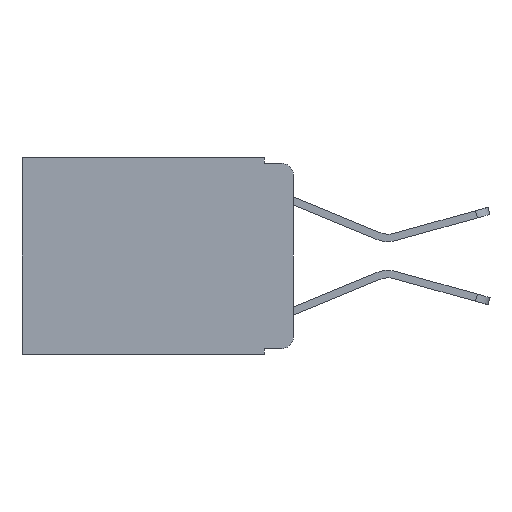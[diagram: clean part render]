
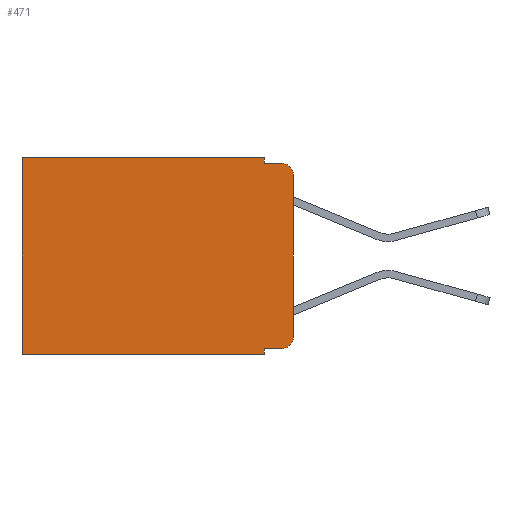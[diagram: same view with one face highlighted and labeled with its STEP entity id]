
A CAD part, left-side view. The second image highlights one B-rep face of the part: STEP entity #471.
In plain terms, the highlighted planar face has unit normal (-1, 0, 0).
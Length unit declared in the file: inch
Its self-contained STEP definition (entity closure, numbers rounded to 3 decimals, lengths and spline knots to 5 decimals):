
#352 = VECTOR ( 'NONE', #9375, 39.37008 ) ;
#417 = EDGE_CURVE ( 'NONE', #3432, #1734, #5036, .T. ) ;
#471 = ADVANCED_FACE ( 'NONE', ( #3682 ), #9782, .F. ) ;
#494 = ORIENTED_EDGE ( 'NONE', *, *, #3788, .T. ) ;
#576 = DIRECTION ( 'NONE',  ( -1., 0., 0. ) ) ;
#617 = CARTESIAN_POINT ( 'NONE',  ( 0.298, 0.02, -0.03 ) ) ;
#764 = CARTESIAN_POINT ( 'NONE',  ( 0.298, 0., -0.313 ) ) ;
#812 = AXIS2_PLACEMENT_3D ( 'NONE', #5446, #8010, #7201 ) ;
#916 = CARTESIAN_POINT ( 'NONE',  ( 0.298, 0., -0.03 ) ) ;
#947 = CARTESIAN_POINT ( 'NONE',  ( 0.298, 0., -0.343 ) ) ;
#1503 = CARTESIAN_POINT ( 'NONE',  ( 0.298, 0.051, -0.343 ) ) ;
#1674 = VECTOR ( 'NONE', #6776, 39.37008 ) ;
#1734 = VERTEX_POINT ( 'NONE', #2562 ) ;
#1821 = ORIENTED_EDGE ( 'NONE', *, *, #10203, .T. ) ;
#2354 = VERTEX_POINT ( 'NONE', #1503 ) ;
#2458 = EDGE_LOOP ( 'NONE', ( #7930, #1821, #8498, #2537, #6198, #10095, #2821, #7333, #7460, #494 ) ) ;
#2537 = ORIENTED_EDGE ( 'NONE', *, *, #8017, .F. ) ;
#2562 = CARTESIAN_POINT ( 'NONE',  ( 0.298, 0.473, 0. ) ) ;
#2821 = ORIENTED_EDGE ( 'NONE', *, *, #5538, .F. ) ;
#3256 = DIRECTION ( 'NONE',  ( 0., 0., -1. ) ) ;
#3336 = VECTOR ( 'NONE', #7775, 39.37008 ) ;
#3432 = VERTEX_POINT ( 'NONE', #7300 ) ;
#3682 = FACE_OUTER_BOUND ( 'NONE', #2458, .T. ) ;
#3788 = EDGE_CURVE ( 'NONE', #6176, #9931, #9924, .T. ) ;
#3945 = LINE ( 'NONE', #10020, #1674 ) ;
#4022 = DIRECTION ( 'NONE',  ( 0., 0., -1. ) ) ;
#4210 = CARTESIAN_POINT ( 'NONE',  ( 0.298, 0.051, -0.01 ) ) ;
#4230 = CARTESIAN_POINT ( 'NONE',  ( 0.298, 0.051, -0.333 ) ) ;
#4245 = VECTOR ( 'NONE', #7317, 39.37008 ) ;
#4598 = EDGE_CURVE ( 'NONE', #10303, #2354, #8687, .T. ) ;
#4908 = EDGE_CURVE ( 'NONE', #9385, #8242, #10701, .T. ) ;
#5036 = LINE ( 'NONE', #8863, #7962 ) ;
#5282 = LINE ( 'NONE', #7556, #8457 ) ;
#5446 = CARTESIAN_POINT ( 'NONE',  ( 0.298, 0., 0. ) ) ;
#5538 = EDGE_CURVE ( 'NONE', #2354, #10176, #10559, .T. ) ;
#6176 = VERTEX_POINT ( 'NONE', #7795 ) ;
#6198 = ORIENTED_EDGE ( 'NONE', *, *, #417, .T. ) ;
#6269 = LINE ( 'NONE', #6691, #8533 ) ;
#6456 = CARTESIAN_POINT ( 'NONE',  ( 0.298, 0., 0. ) ) ;
#6552 = DIRECTION ( 'NONE',  ( 0., 0., -1. ) ) ;
#6691 = CARTESIAN_POINT ( 'NONE',  ( 0.298, 0.473, 0. ) ) ;
#6776 = DIRECTION ( 'NONE',  ( 0., 0., -1. ) ) ;
#6856 = EDGE_CURVE ( 'NONE', #7487, #9931, #9050, .T. ) ;
#7201 = DIRECTION ( 'NONE',  ( 0., 0., -1. ) ) ;
#7300 = CARTESIAN_POINT ( 'NONE',  ( 0.298, 0.051, 0. ) ) ;
#7302 = CARTESIAN_POINT ( 'NONE',  ( 0.298, 0.473, -0.343 ) ) ;
#7317 = DIRECTION ( 'NONE',  ( 0., 0., -1. ) ) ;
#7333 = ORIENTED_EDGE ( 'NONE', *, *, #4598, .F. ) ;
#7460 = ORIENTED_EDGE ( 'NONE', *, *, #8526, .T. ) ;
#7487 = VERTEX_POINT ( 'NONE', #916 ) ;
#7512 = VECTOR ( 'NONE', #9014, 39.37008 ) ;
#7556 = CARTESIAN_POINT ( 'NONE',  ( 0.298, 0.051, -0.333 ) ) ;
#7775 = DIRECTION ( 'NONE',  ( 0., 1., 0. ) ) ;
#7795 = CARTESIAN_POINT ( 'NONE',  ( 0.298, 0.02, -0.333 ) ) ;
#7930 = ORIENTED_EDGE ( 'NONE', *, *, #6856, .F. ) ;
#7947 = AXIS2_PLACEMENT_3D ( 'NONE', #9122, #10015, #4022 ) ;
#7962 = VECTOR ( 'NONE', #7973, 39.37008 ) ;
#7973 = DIRECTION ( 'NONE',  ( 0., 1., 0. ) ) ;
#8010 = DIRECTION ( 'NONE',  ( 1., 0., 0. ) ) ;
#8017 = EDGE_CURVE ( 'NONE', #3432, #9385, #3945, .T. ) ;
#8242 = VERTEX_POINT ( 'NONE', #9741 ) ;
#8403 = CARTESIAN_POINT ( 'NONE',  ( 0.298, 0.051, -0.01 ) ) ;
#8457 = VECTOR ( 'NONE', #10148, 39.37008 ) ;
#8498 = ORIENTED_EDGE ( 'NONE', *, *, #4908, .F. ) ;
#8526 = EDGE_CURVE ( 'NONE', #10303, #6176, #5282, .T. ) ;
#8533 = VECTOR ( 'NONE', #6552, 39.37008 ) ;
#8687 = LINE ( 'NONE', #8980, #7512 ) ;
#8863 = CARTESIAN_POINT ( 'NONE',  ( 0.298, 0., 0. ) ) ;
#8980 = CARTESIAN_POINT ( 'NONE',  ( 0.298, 0.051, 0. ) ) ;
#9014 = DIRECTION ( 'NONE',  ( 0., 0., -1. ) ) ;
#9050 = LINE ( 'NONE', #6456, #4245 ) ;
#9122 = CARTESIAN_POINT ( 'NONE',  ( 0.298, 0.02, -0.313 ) ) ;
#9337 = CIRCLE ( 'NONE', #10216, 0.02 ) ;
#9375 = DIRECTION ( 'NONE',  ( 0., -1., 0. ) ) ;
#9385 = VERTEX_POINT ( 'NONE', #4210 ) ;
#9741 = CARTESIAN_POINT ( 'NONE',  ( 0.298, 0.02, -0.01 ) ) ;
#9782 = PLANE ( 'NONE',  #812 ) ;
#9924 = CIRCLE ( 'NONE', #7947, 0.02 ) ;
#9931 = VERTEX_POINT ( 'NONE', #764 ) ;
#10015 = DIRECTION ( 'NONE',  ( -1., 0., 0. ) ) ;
#10020 = CARTESIAN_POINT ( 'NONE',  ( 0.298, 0.051, 0. ) ) ;
#10095 = ORIENTED_EDGE ( 'NONE', *, *, #10214, .T. ) ;
#10148 = DIRECTION ( 'NONE',  ( 0., -1., 0. ) ) ;
#10176 = VERTEX_POINT ( 'NONE', #7302 ) ;
#10203 = EDGE_CURVE ( 'NONE', #7487, #8242, #9337, .T. ) ;
#10214 = EDGE_CURVE ( 'NONE', #1734, #10176, #6269, .T. ) ;
#10216 = AXIS2_PLACEMENT_3D ( 'NONE', #617, #576, #3256 ) ;
#10303 = VERTEX_POINT ( 'NONE', #4230 ) ;
#10559 = LINE ( 'NONE', #947, #3336 ) ;
#10701 = LINE ( 'NONE', #8403, #352 ) ;
